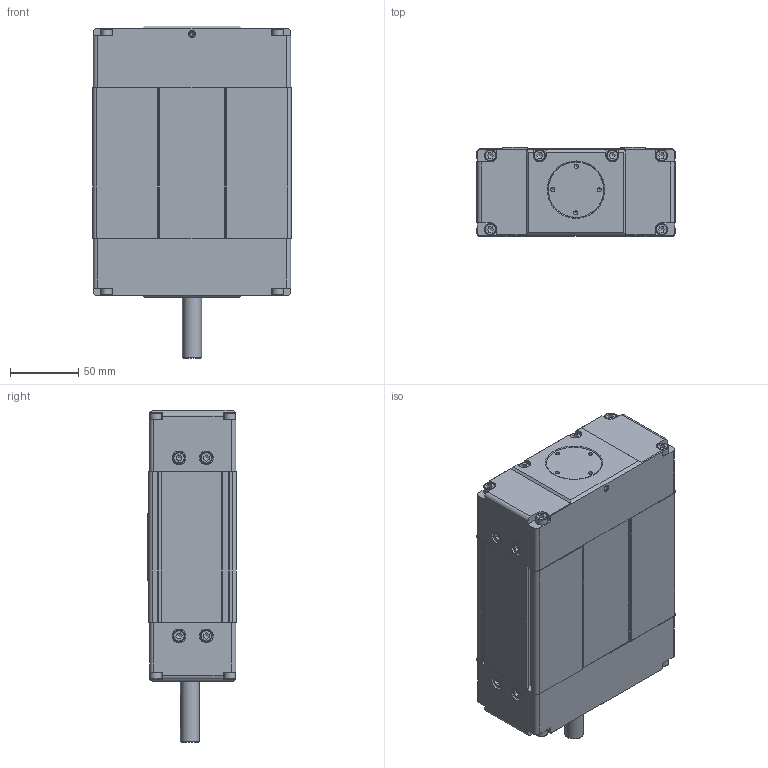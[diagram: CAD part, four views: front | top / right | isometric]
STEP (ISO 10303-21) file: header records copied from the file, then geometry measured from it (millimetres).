
FILE_DESCRIPTION((''),'2;1');
FILE_NAME('CTV 145 S 0 ASM.stp','2010-10-11T14:03:14',('user'),(''),'Autodesk Inventor 2011','Autodesk Inventor 2011','');
FILE_SCHEMA(('AUTOMOTIVE_DESIGN { 1 0 10303 214 1 1 1 1 }'));
Length unit declared in the file: millimetre
Products named in the file (6): CTV 145 S 0 ASM; CTV 145 S 0; PROFIL CTV 145 S; SPREDNJI POKROV CTV 145; ZADNJI POKROV CTV 145; VOZIČEK CTV 145 S
Assembly tree (5 placements, depth 3):
  CTV 145 S 0 ASM
    CTV 145 S 0
      PROFIL CTV 145 S
      SPREDNJI POKROV CTV 145
      ZADNJI POKROV CTV 145
      VOZIČEK CTV 145 S
Bounding box: 145 x 65 x 242.5 mm (x, y, z)
Volume: 1760606.1 mm3; surface area: 172219.5 mm2
Topology: 5 solids, 7 shells, 550 faces, 1454 edges, 958 vertices
Faces by surface type: plane 337, cylinder 148, cone 42, torus 23
Full cylindrical faces by diameter (mm): 1.7 x2, 3 x4, 4.134 x2, 4.917 x8, 6 x2, 8.5 x20, 10 x14, 14 x1, 16.2 x1, 17 x2, 24.36 x1, 32.64 x1, 40 x1, 48 x1
Entity records: 16424 total; most frequent: CARTESIAN_POINT 3109, DIRECTION 2572, ORIENTED_EDGE 2522, EDGE_CURVE 1261, VERTEX_POINT 891, AXIS2_PLACEMENT_3D 888, VECTOR 796, LINE 796
